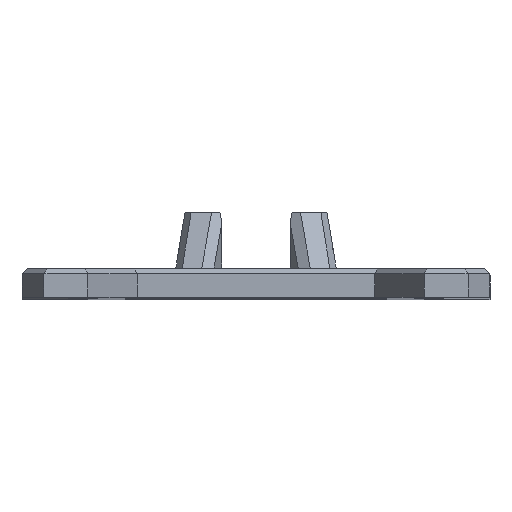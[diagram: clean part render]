
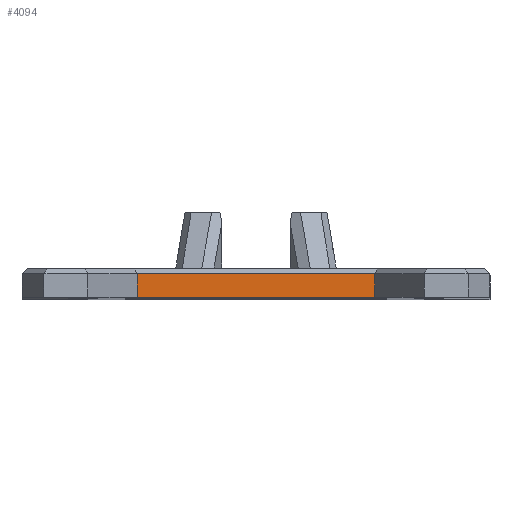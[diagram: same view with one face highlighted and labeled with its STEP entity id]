
A CAD part, top view. The second image highlights one B-rep face of the part: STEP entity #4094.
In plain terms, the highlighted planar face has unit normal (0, 0, 1).
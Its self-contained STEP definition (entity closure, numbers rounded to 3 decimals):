
#262=FACE_OUTER_BOUND('',#506,.T.);
#506=EDGE_LOOP('',(#3635,#3636,#3637,#3638));
#565=LINE('',#5458,#1122);
#991=LINE('',#6318,#1548);
#1064=LINE('',#6468,#1621);
#1065=LINE('',#6470,#1622);
#1122=VECTOR('',#4425,10.);
#1548=VECTOR('',#5147,10.);
#1621=VECTOR('',#5328,10.);
#1622=VECTOR('',#5331,10.);
#1665=VERTEX_POINT('',#5455);
#1666=VERTEX_POINT('',#5457);
#1951=VERTEX_POINT('',#6312);
#1952=VERTEX_POINT('',#6316);
#2026=EDGE_CURVE('',#1666,#1665,#565,.T.);
#2460=EDGE_CURVE('',#1952,#1951,#991,.T.);
#2533=EDGE_CURVE('',#1665,#1951,#1064,.T.);
#2534=EDGE_CURVE('',#1666,#1952,#1065,.T.);
#3635=ORIENTED_EDGE('',*,*,#2460,.F.);
#3636=ORIENTED_EDGE('',*,*,#2534,.F.);
#3637=ORIENTED_EDGE('',*,*,#2026,.T.);
#3638=ORIENTED_EDGE('',*,*,#2533,.T.);
#3876=PLANE('',#4334);
#4094=ADVANCED_FACE('',(#262),#3876,.T.);
#4334=AXIS2_PLACEMENT_3D('',#6469,#5329,#5330);
#4425=DIRECTION('',(1.,0.,0.));
#5147=DIRECTION('',(1.,0.,0.));
#5328=DIRECTION('',(0.,1.,0.));
#5329=DIRECTION('center_axis',(0.,0.,1.));
#5330=DIRECTION('ref_axis',(1.,0.,0.));
#5331=DIRECTION('',(0.,1.,0.));
#5455=CARTESIAN_POINT('',(12.5,0.,62.01));
#5457=CARTESIAN_POINT('',(-12.5,0.,62.01));
#5458=CARTESIAN_POINT('',(-12.5,0.,62.01));
#6312=CARTESIAN_POINT('',(12.5,2.5,62.01));
#6316=CARTESIAN_POINT('',(-12.5,2.5,62.01));
#6318=CARTESIAN_POINT('',(-6.25,2.5,62.01));
#6468=CARTESIAN_POINT('',(12.5,0.,62.01));
#6469=CARTESIAN_POINT('Origin',(-12.5,0.,62.01));
#6470=CARTESIAN_POINT('',(-12.5,0.,62.01));
